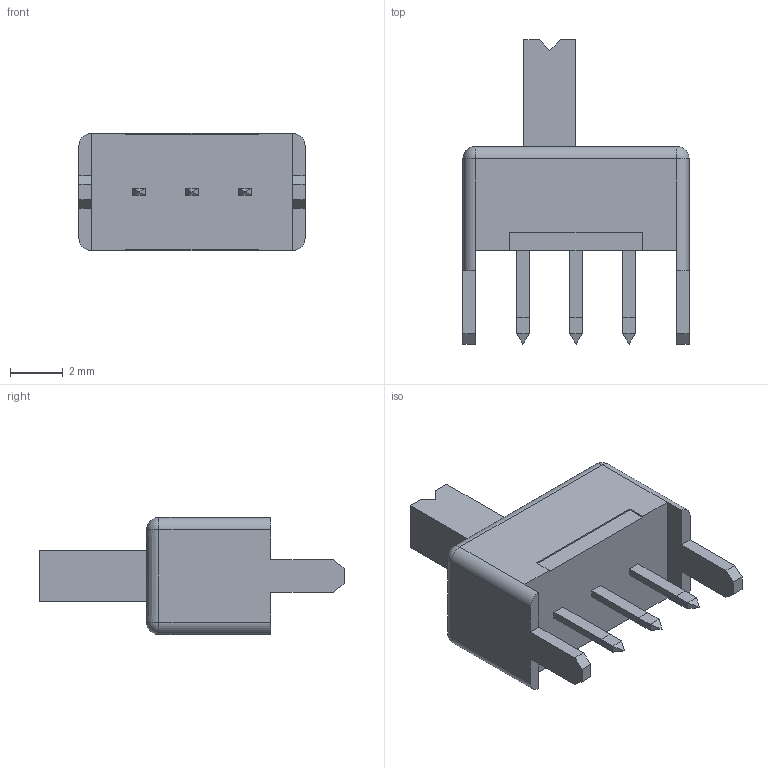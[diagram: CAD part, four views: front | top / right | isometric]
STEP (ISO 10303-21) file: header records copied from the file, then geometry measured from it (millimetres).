
FILE_DESCRIPTION(('FreeCAD Model'),'2;1');
FILE_NAME('Solid_sp.step','2020-03-04T18:37:37',('kicad StepUp'),('ksu MCAD'), 'Open CASCADE STEP processor 7.3','FreeCAD','Unknown');
FILE_SCHEMA(('AUTOMOTIVE_DESIGN { 1 0 10303 214 1 1 1 1 }'));
Length unit declared in the file: millimetre
Products named in the file (1): Solid_sp
Bounding box: 8.61 x 11.59 x 4.46 mm (x, y, z)
Surface area: 258.2 mm2 (no closed solid volume)
Topology: 0 solids, 11 shells, 110 faces, 292 edges, 185 vertices
Faces by surface type: plane 76, bspline 24, cylinder 6, sphere 4
Entity records: 4461 total; most frequent: CARTESIAN_POINT 1130, ORIENTED_EDGE 486, DIRECTION 468, EDGE_CURVE 288, LINE 262, VECTOR 262, VERTEX_POINT 185, FACE_BOUND 111
